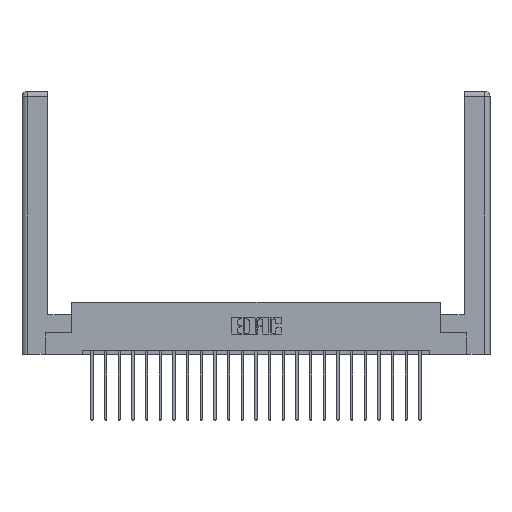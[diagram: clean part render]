
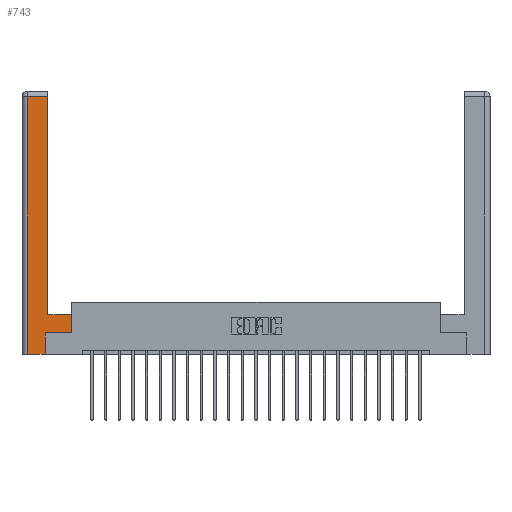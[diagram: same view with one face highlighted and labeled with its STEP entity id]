
A CAD part, top view. The second image highlights one B-rep face of the part: STEP entity #743.
In plain terms, the highlighted planar face has unit normal (0, 0, 1).
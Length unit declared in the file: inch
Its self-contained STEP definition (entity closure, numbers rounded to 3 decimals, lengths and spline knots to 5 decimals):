
#222 = CARTESIAN_POINT ( 'NONE',  ( 0.265, 0.245, 0. ) ) ;
#326 = EDGE_CURVE ( 'NONE', #16607, #19043, #23607, .T. ) ;
#387 = VECTOR ( 'NONE', #1673, 39.37008 ) ;
#743 = ADVANCED_FACE ( 'NONE', ( #23299 ), #1807, .F. ) ;
#1031 = DIRECTION ( 'NONE',  ( 0., 1., 0. ) ) ;
#1099 = ORIENTED_EDGE ( 'NONE', *, *, #7827, .T. ) ;
#1673 = DIRECTION ( 'NONE',  ( -1., 0., 0. ) ) ;
#1807 = PLANE ( 'NONE',  #5119 ) ;
#2180 = CARTESIAN_POINT ( 'NONE',  ( 0.295, 2.94, 0. ) ) ;
#3080 = VERTEX_POINT ( 'NONE', #2180 ) ;
#3136 = CARTESIAN_POINT ( 'NONE',  ( 0.265, 0., 0. ) ) ;
#3669 = VERTEX_POINT ( 'NONE', #8824 ) ;
#3678 = VERTEX_POINT ( 'NONE', #18064 ) ;
#4139 = CARTESIAN_POINT ( 'NONE',  ( 0.565, 0.245, 0. ) ) ;
#4482 = VECTOR ( 'NONE', #6433, 39.37008 ) ;
#4613 = CARTESIAN_POINT ( 'NONE',  ( 0.0615, 0., 0. ) ) ;
#4801 = ORIENTED_EDGE ( 'NONE', *, *, #14145, .T. ) ;
#5119 = AXIS2_PLACEMENT_3D ( 'NONE', #5546, #22405, #11194 ) ;
#5546 = CARTESIAN_POINT ( 'NONE',  ( 0., 0., 0. ) ) ;
#6433 = DIRECTION ( 'NONE',  ( 0., 1., 0. ) ) ;
#6791 = ORIENTED_EDGE ( 'NONE', *, *, #326, .T. ) ;
#7213 = ORIENTED_EDGE ( 'NONE', *, *, #13580, .T. ) ;
#7411 = ORIENTED_EDGE ( 'NONE', *, *, #14507, .T. ) ;
#7827 = EDGE_CURVE ( 'NONE', #3678, #18155, #23234, .T. ) ;
#7878 = ORIENTED_EDGE ( 'NONE', *, *, #8072, .T. ) ;
#7885 = LINE ( 'NONE', #21286, #10809 ) ;
#7942 = CARTESIAN_POINT ( 'NONE',  ( 0.565, 0.245, 0. ) ) ;
#8072 = EDGE_CURVE ( 'NONE', #3080, #3669, #15343, .T. ) ;
#8221 = DIRECTION ( 'NONE',  ( 1., 0., 0. ) ) ;
#8705 = CARTESIAN_POINT ( 'NONE',  ( 0.295, 3., 0. ) ) ;
#8824 = CARTESIAN_POINT ( 'NONE',  ( 0.0615, 2.94, 0. ) ) ;
#9330 = VERTEX_POINT ( 'NONE', #18213 ) ;
#9613 = EDGE_CURVE ( 'NONE', #18155, #3080, #23676, .T. ) ;
#10259 = ORIENTED_EDGE ( 'NONE', *, *, #9613, .T. ) ;
#10754 = VECTOR ( 'NONE', #1031, 39.37008 ) ;
#10809 = VECTOR ( 'NONE', #17766, 39.37008 ) ;
#11194 = DIRECTION ( 'NONE',  ( -1., 0., 0. ) ) ;
#12127 = CARTESIAN_POINT ( 'NONE',  ( 0.565, 0.45, 0. ) ) ;
#12655 = CARTESIAN_POINT ( 'NONE',  ( 0.295, 0.45, 0. ) ) ;
#12684 = CARTESIAN_POINT ( 'NONE',  ( 0.265, 0.245, 0. ) ) ;
#13079 = DIRECTION ( 'NONE',  ( -1., 0., 0. ) ) ;
#13580 = EDGE_CURVE ( 'NONE', #19043, #14014, #21488, .T. ) ;
#14014 = VERTEX_POINT ( 'NONE', #7942 ) ;
#14145 = EDGE_CURVE ( 'NONE', #3669, #9330, #22926, .T. ) ;
#14183 = ORIENTED_EDGE ( 'NONE', *, *, #21013, .T. ) ;
#14507 = EDGE_CURVE ( 'NONE', #14014, #3678, #15022, .T. ) ;
#15022 = LINE ( 'NONE', #12127, #4482 ) ;
#15343 = LINE ( 'NONE', #22276, #387 ) ;
#16589 = EDGE_LOOP ( 'NONE', ( #10259, #7878, #4801, #14183, #6791, #7213, #7411, #1099 ) ) ;
#16607 = VERTEX_POINT ( 'NONE', #3136 ) ;
#17692 = DIRECTION ( 'NONE',  ( 0., -1., 0. ) ) ;
#17766 = DIRECTION ( 'NONE',  ( 1., 0., 0. ) ) ;
#18064 = CARTESIAN_POINT ( 'NONE',  ( 0.565, 0.45, 0. ) ) ;
#18155 = VERTEX_POINT ( 'NONE', #12655 ) ;
#18213 = CARTESIAN_POINT ( 'NONE',  ( 0.0615, 0., 0. ) ) ;
#18459 = DIRECTION ( 'NONE',  ( 0., 1., 0. ) ) ;
#18528 = VECTOR ( 'NONE', #13079, 39.37008 ) ;
#18861 = CARTESIAN_POINT ( 'NONE',  ( 0.295, 0.45, 0. ) ) ;
#19043 = VERTEX_POINT ( 'NONE', #222 ) ;
#21013 = EDGE_CURVE ( 'NONE', #9330, #16607, #7885, .T. ) ;
#21286 = CARTESIAN_POINT ( 'NONE',  ( 0.265, 0., 0. ) ) ;
#21488 = LINE ( 'NONE', #4139, #22979 ) ;
#21824 = VECTOR ( 'NONE', #18459, 39.37008 ) ;
#22276 = CARTESIAN_POINT ( 'NONE',  ( 0.0615, 2.94, 0. ) ) ;
#22314 = VECTOR ( 'NONE', #17692, 39.37008 ) ;
#22405 = DIRECTION ( 'NONE',  ( 0., 0., -1. ) ) ;
#22926 = LINE ( 'NONE', #4613, #22314 ) ;
#22979 = VECTOR ( 'NONE', #8221, 39.37008 ) ;
#23234 = LINE ( 'NONE', #18861, #18528 ) ;
#23299 = FACE_OUTER_BOUND ( 'NONE', #16589, .T. ) ;
#23607 = LINE ( 'NONE', #12684, #21824 ) ;
#23676 = LINE ( 'NONE', #8705, #10754 ) ;
